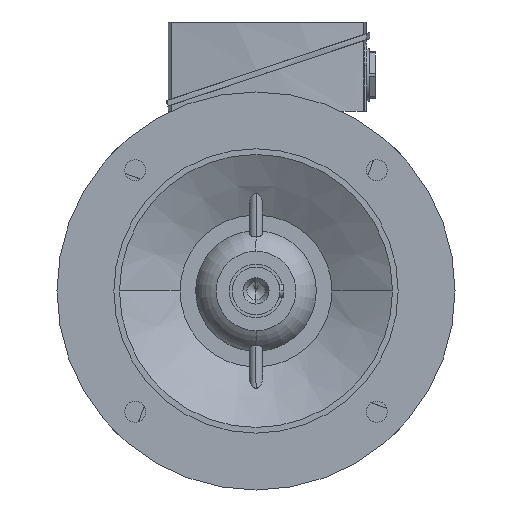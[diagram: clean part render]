
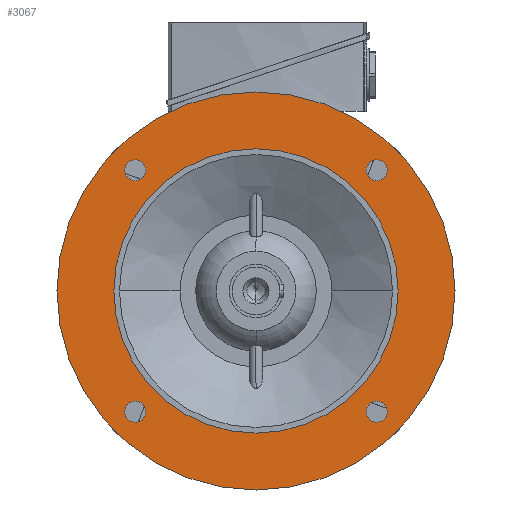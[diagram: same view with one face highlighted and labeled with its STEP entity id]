
A CAD part, left-side view. The second image highlights one B-rep face of the part: STEP entity #3067.
In plain terms, the highlighted planar face has unit normal (-1, 0, 0).
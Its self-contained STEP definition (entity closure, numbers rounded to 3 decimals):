
#3067=ADVANCED_FACE('',(#6164,#6165,#6166,#6167,#6168,#6169),#6170,.T.);
#6164=FACE_BOUND('',#9276,.T.);
#6165=FACE_BOUND('',#9277,.T.);
#6166=FACE_BOUND('',#9278,.T.);
#6167=FACE_BOUND('',#9279,.T.);
#6168=FACE_OUTER_BOUND('',#9280,.T.);
#6169=FACE_BOUND('',#9281,.T.);
#6170=PLANE('',#9282);
#9276=EDGE_LOOP('',(#19010,#19011));
#9277=EDGE_LOOP('',(#19012,#19013));
#9278=EDGE_LOOP('',(#19014,#19015));
#9279=EDGE_LOOP('',(#19016,#19017));
#9280=EDGE_LOOP('',(#19018,#19019));
#9281=EDGE_LOOP('',(#19020,#19021));
#9282=AXIS2_PLACEMENT_3D('',#19022,#19023,#19024);
#19010=ORIENTED_EDGE('',*,*,#22860,.T.);
#19011=ORIENTED_EDGE('',*,*,#19237,.T.);
#19012=ORIENTED_EDGE('',*,*,#22863,.T.);
#19013=ORIENTED_EDGE('',*,*,#19232,.T.);
#19014=ORIENTED_EDGE('',*,*,#22866,.T.);
#19015=ORIENTED_EDGE('',*,*,#19227,.T.);
#19016=ORIENTED_EDGE('',*,*,#22869,.T.);
#19017=ORIENTED_EDGE('',*,*,#19222,.T.);
#19018=ORIENTED_EDGE('',*,*,#19199,.F.);
#19019=ORIENTED_EDGE('',*,*,#22917,.F.);
#19020=ORIENTED_EDGE('',*,*,#19206,.T.);
#19021=ORIENTED_EDGE('',*,*,#22915,.T.);
#19022=CARTESIAN_POINT('',(-80.0,150.0,0.0));
#19023=DIRECTION('',(-1.0,0.0,0.0));
#19024=DIRECTION('',(0.0,-1.0,0.0));
#19199=EDGE_CURVE('',#23133,#23136,#23137,.T.);
#19206=EDGE_CURVE('',#23143,#23147,#23149,.T.);
#19222=EDGE_CURVE('',#23178,#23175,#23179,.T.);
#19227=EDGE_CURVE('',#23187,#23184,#23188,.T.);
#19232=EDGE_CURVE('',#23196,#23193,#23197,.T.);
#19237=EDGE_CURVE('',#23205,#23202,#23206,.T.);
#22860=EDGE_CURVE('',#23202,#23205,#28609,.T.);
#22863=EDGE_CURVE('',#23193,#23196,#28612,.T.);
#22866=EDGE_CURVE('',#23184,#23187,#28615,.T.);
#22869=EDGE_CURVE('',#23175,#23178,#28618,.T.);
#22915=EDGE_CURVE('',#23147,#23143,#28672,.T.);
#22917=EDGE_CURVE('',#23136,#23133,#28674,.T.);
#23133=VERTEX_POINT('',#28986);
#23136=VERTEX_POINT('',#28990);
#23137=CIRCLE('',#28991,175.0);
#23143=VERTEX_POINT('',#28998);
#23147=VERTEX_POINT('',#29003);
#23149=CIRCLE('',#29006,125.0);
#23175=VERTEX_POINT('',#29108);
#23178=VERTEX_POINT('',#29112);
#23179=CIRCLE('',#29113,9.25);
#23184=VERTEX_POINT('',#29119);
#23187=VERTEX_POINT('',#29123);
#23188=CIRCLE('',#29124,9.25);
#23193=VERTEX_POINT('',#29130);
#23196=VERTEX_POINT('',#29134);
#23197=CIRCLE('',#29135,9.25);
#23202=VERTEX_POINT('',#29141);
#23205=VERTEX_POINT('',#29145);
#23206=CIRCLE('',#29146,9.25);
#28609=CIRCLE('',#45077,9.25);
#28612=CIRCLE('',#45080,9.25);
#28615=CIRCLE('',#45083,9.25);
#28618=CIRCLE('',#45086,9.25);
#28672=CIRCLE('',#45160,125.0);
#28674=CIRCLE('',#45162,175.0);
#28986=CARTESIAN_POINT('',(-80.0,175.0,0.0));
#28990=CARTESIAN_POINT('',(-80.0,-175.0,0.));
#28991=AXIS2_PLACEMENT_3D('',#45270,#45271,#45272);
#28998=CARTESIAN_POINT('',(-80.0,125.0,0.0));
#29003=CARTESIAN_POINT('',(-80.0,-125.0,0.));
#29006=AXIS2_PLACEMENT_3D('',#45282,#45283,#45284);
#29108=CARTESIAN_POINT('',(-80.0,-112.607,112.607));
#29112=CARTESIAN_POINT('',(-80.0,-99.525,99.525));
#29113=AXIS2_PLACEMENT_3D('',#45309,#45310,#45311);
#29119=CARTESIAN_POINT('',(-80.0,112.607,112.607));
#29123=CARTESIAN_POINT('',(-80.0,99.525,99.525));
#29124=AXIS2_PLACEMENT_3D('',#45317,#45318,#45319);
#29130=CARTESIAN_POINT('',(-80.0,112.607,-112.607));
#29134=CARTESIAN_POINT('',(-80.0,99.525,-99.525));
#29135=AXIS2_PLACEMENT_3D('',#45325,#45326,#45327);
#29141=CARTESIAN_POINT('',(-80.0,-112.607,-112.607));
#29145=CARTESIAN_POINT('',(-80.0,-99.525,-99.525));
#29146=AXIS2_PLACEMENT_3D('',#45333,#45334,#45335);
#45077=AXIS2_PLACEMENT_3D('',#48738,#48739,#48740);
#45080=AXIS2_PLACEMENT_3D('',#48744,#48745,#48746);
#45083=AXIS2_PLACEMENT_3D('',#48750,#48751,#48752);
#45086=AXIS2_PLACEMENT_3D('',#48756,#48757,#48758);
#45160=AXIS2_PLACEMENT_3D('',#48788,#48789,#48790);
#45162=AXIS2_PLACEMENT_3D('',#48791,#48792,#48793);
#45270=CARTESIAN_POINT('',(-80.0,0.0,0.0));
#45271=DIRECTION('',(1.0,0.0,0.0));
#45272=DIRECTION('',(0.0,1.0,0.0));
#45282=CARTESIAN_POINT('',(-80.0,0.0,0.0));
#45283=DIRECTION('',(1.0,0.0,0.0));
#45284=DIRECTION('',(0.0,1.0,0.0));
#45309=CARTESIAN_POINT('',(-80.0,-106.066,106.066));
#45310=DIRECTION('',(1.0,0.0,-0.0));
#45311=DIRECTION('',(0.0,-0.707,0.707));
#45317=CARTESIAN_POINT('',(-80.0,106.066,106.066));
#45318=DIRECTION('',(1.0,0.0,-0.0));
#45319=DIRECTION('',(0.0,0.707,0.707));
#45325=CARTESIAN_POINT('',(-80.0,106.066,-106.066));
#45326=DIRECTION('',(1.0,-0.0,0.0));
#45327=DIRECTION('',(0.0,0.707,-0.707));
#45333=CARTESIAN_POINT('',(-80.0,-106.066,-106.066));
#45334=DIRECTION('',(1.0,0.0,0.0));
#45335=DIRECTION('',(0.0,-0.707,-0.707));
#48738=CARTESIAN_POINT('',(-80.0,-106.066,-106.066));
#48739=DIRECTION('',(1.0,0.0,0.0));
#48740=DIRECTION('',(0.0,-0.707,-0.707));
#48744=CARTESIAN_POINT('',(-80.0,106.066,-106.066));
#48745=DIRECTION('',(1.0,-0.0,0.0));
#48746=DIRECTION('',(0.0,0.707,-0.707));
#48750=CARTESIAN_POINT('',(-80.0,106.066,106.066));
#48751=DIRECTION('',(1.0,0.0,-0.0));
#48752=DIRECTION('',(0.0,0.707,0.707));
#48756=CARTESIAN_POINT('',(-80.0,-106.066,106.066));
#48757=DIRECTION('',(1.0,0.0,-0.0));
#48758=DIRECTION('',(0.0,-0.707,0.707));
#48788=CARTESIAN_POINT('',(-80.0,0.0,0.0));
#48789=DIRECTION('',(1.0,0.0,0.0));
#48790=DIRECTION('',(0.0,1.0,0.0));
#48791=CARTESIAN_POINT('',(-80.0,0.0,0.0));
#48792=DIRECTION('',(1.0,0.0,0.0));
#48793=DIRECTION('',(0.0,1.0,0.0));
